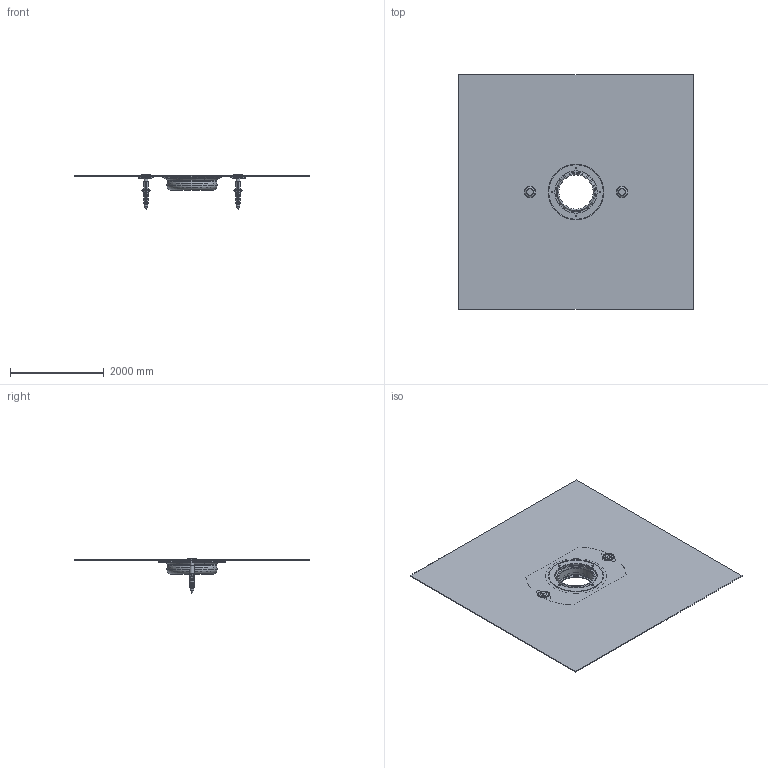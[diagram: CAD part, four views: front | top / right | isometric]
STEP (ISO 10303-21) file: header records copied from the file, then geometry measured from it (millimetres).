
FILE_DESCRIPTION(/* description */ (''),/* implementation_level */ '2;1');
FILE_NAME(/* name */ '13235.070X_3D.stp',/* time_stamp */ '2024-12-11T14:44:28+01:00',/* author */ ('CAD'),/* organization */ (''),/* preprocessor_version */ 'ST-DEVELOPER v20',/* originating_system */ 'AutoCAD Mechanical',/* authorisation */ '');
FILE_SCHEMA (('AUTOMOTIVE_DESIGN { 1 0 10303 214 3 1 1 }'));
Length unit declared in the file: centimetre
Products named in the file (2): Product; *S0
Assembly tree (1 placements, depth 2):
  Product
    *S0
Bounding box: 5000 x 5000 x 747.67 mm (x, y, z)
Volume: 517214703.1 mm3; surface area: 62632810.5 mm2
Topology: 11 solids, 11 shells, 964 faces, 2802 edges, 1843 vertices
Faces by surface type: plane 601, cylinder 249, torus 68, cone 43, bspline 3
Full cylindrical faces by diameter (mm): 20 x4, 80 x4, 98 x2, 730 x1, 770 x3, 810 x2, 885 x1, 901 x1, 905 x1, 940 x1, 965 x1
Entity records: 34569 total; most frequent: CARTESIAN_POINT 8552, ORIENTED_EDGE 5600, DIRECTION 5586, EDGE_CURVE 2800, AXIS2_PLACEMENT_3D 2266, VERTEX_POINT 1843, LINE 1054, VECTOR 1054
